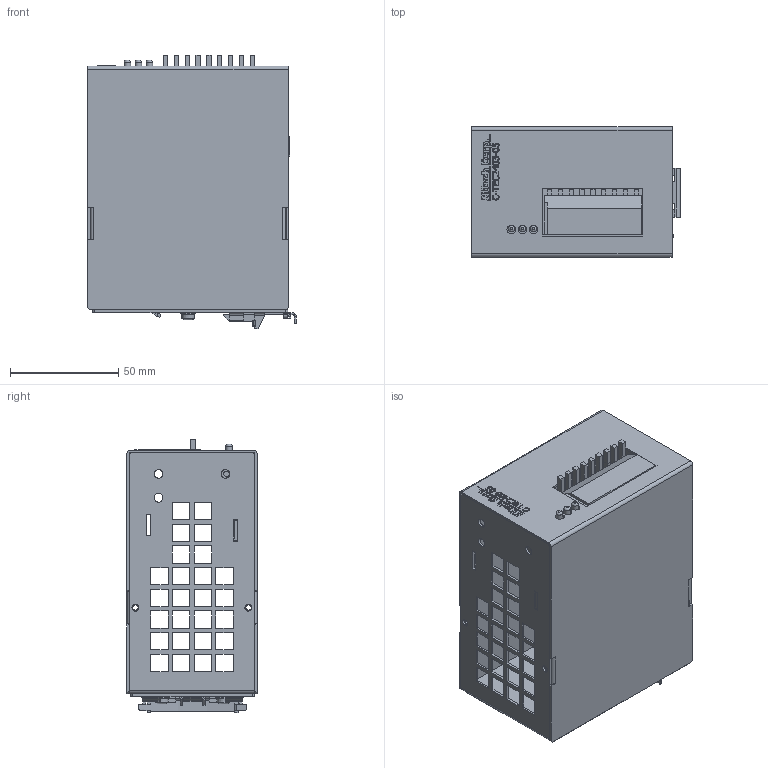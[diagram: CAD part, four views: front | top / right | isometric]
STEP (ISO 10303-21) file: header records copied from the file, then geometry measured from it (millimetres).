
FILE_DESCRIPTION(/* description */ (''),/* implementation_level */ '2;1');
FILE_NAME(/* name */ 'C-TEC2403-05.stp',/* time_stamp */ '2023-06-12T12:29:22-04:00',/* author */ ('altec'),/* organization */ (''),/* preprocessor_version */ 'ST-DEVELOPER v19.2',/* originating_system */ 'Autodesk Inventor 2024',/* authorisation */ '');
FILE_SCHEMA (('AUTOMOTIVE_DESIGN { 1 0 10303 214 3 1 1 }'));
Length unit declared in the file: millimetre
Products named in the file (8): C-TEC2403-05; 0727G02; 1601G99-2060; 1601G99-1010; 1601G99-2012; DIN 6796 - 3; DIN7500 C M3x6; C-TEC Altech Logo
Assembly tree (9 placements, depth 3):
  C-TEC2403-05
    0727G02
    1601G99-2060
      1601G99-1010
      1601G99-2012
    DIN7500 C M3x6  x2
    DIN 6796 - 3  x2
    C-TEC Altech Logo
Bounding box: 96.3 x 60 x 126.2 mm (x, y, z)
Volume: 73774.6 mm3; surface area: 122808.5 mm2
Topology: 50 solids, 50 shells, 1365 faces, 3585 edges, 2310 vertices
Faces by surface type: plane 934, cylinder 297, bspline 104, cone 28, torus 2
Full cylindrical faces by diameter (mm): 2.46 x2, 2.5 x4, 2.693 x2, 3 x5, 3.2 x4, 4 x14, 4.1 x2
Entity records: 43109 total; most frequent: CARTESIAN_POINT 8906, ORIENTED_EDGE 7022, DIRECTION 6354, EDGE_CURVE 3511, LINE 2688, VECTOR 2688, VERTEX_POINT 2263, AXIS2_PLACEMENT_3D 1833
